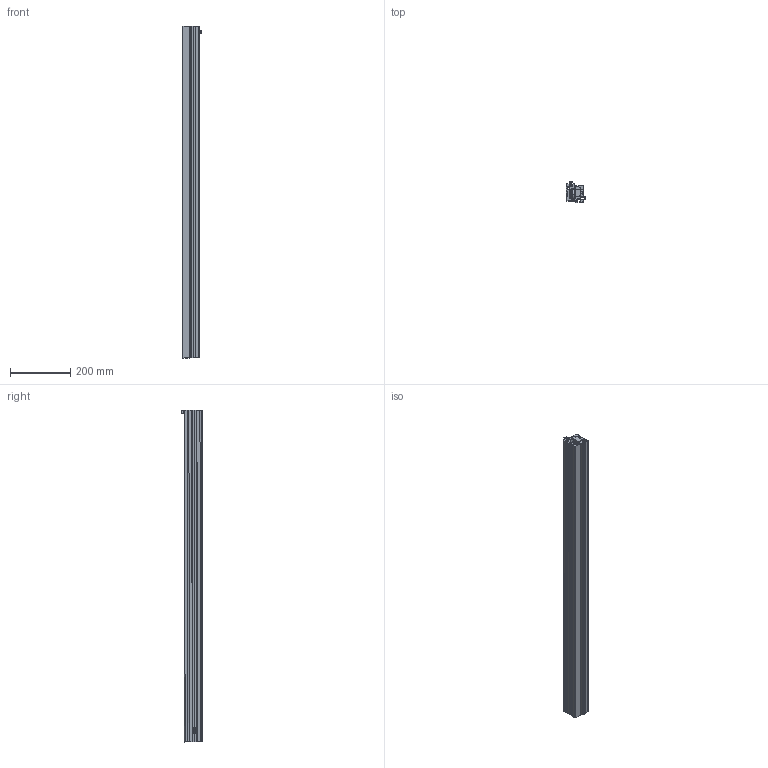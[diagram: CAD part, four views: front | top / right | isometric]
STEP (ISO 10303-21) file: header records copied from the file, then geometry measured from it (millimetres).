
FILE_DESCRIPTION (( 'STEP AP214' ), '1' );
FILE_NAME ('9000.1100-GA.0000.re_closed.STEP', '2023-03-13T16:05:54', ( '' ), ( '' ), 'SwSTEP 2.0', 'SolidWorks 2020', '' );
FILE_SCHEMA (( 'AUTOMOTIVE_DESIGN' ));
Length unit declared in the file: millimetre
Products named in the file (22): Käfig FUL-078_› tk14,700 x 5.32"; DIN7984_M 6 x 20 - D79840005; N61-098_mit Bohrungen; DIN557_M 6 - D05570001; Nabe FUL-078; kugel_›   3,175000    (1.8"); 9000.XXX-03.0000.re_NL 1100; 9000.XXX-01.0000.re_NL 1100; Laufring FUL-078; FUL-078_FUL-078+U41-058+N61-150; N61-181_N61-181 + M6x20 DIN7984; FUL-078a; U41-058; N61-158_P001; AG-025; 9000.1100-GA.0000.re_closed; LR-009_aufgepresst; N61-154_N61-154 mit Schrauben; N61-150; N61-156_N61-156 mit Schrauben
Assembly tree (37 placements, depth 6):
  9000.1100-GA.0000.re_closed
    9000.XXX-01.0000.re_NL 1100
      9000.XXX-01.0000.re_NL 1100
      N61-156_N61-156 mit Schrauben
        N61-098_mit Bohrungen
        FUL-078_FUL-078+U41-058+N61-150
          FUL-078a  x2
            Nabe FUL-078
            kugel_›   3,175000    (1.8")
            Käfig FUL-078_› tk14,700 x 5.32"
            Laufring FUL-078
          LR-009_aufgepresst
          U41-058
          N61-150
        DIN7984_M 6 x 20 - D79840005  x2
      N61-181_N61-181 + M6x20 DIN7984  x2
        AG-025
        N61-158_P001
        DIN7984_M 6 x 20 - D79840005
      DIN557_M 6 - D05570001
    9000.XXX-03.0000.re_NL 1100
      9000.XXX-03.0000.re_NL 1100
      N61-154_N61-154 mit Schrauben
        N61-098_mit Bohrungen
        FUL-078_FUL-078+U41-058+N61-150
          FUL-078a  x2
            Nabe FUL-078
            kugel_›   3,175000    (1.8")
            Käfig FUL-078_› tk14,700 x 5.32"
            Laufring FUL-078
          LR-009_aufgepresst
          U41-058
          N61-150
        DIN7984_M 6 x 20 - D79840005  x2
      DIN557_M 6 - D05570001
Bounding box: 64 x 68.32 x 1098.06 mm (x, y, z)
Volume: 1543110.3 mm3; surface area: 592018.5 mm2
Topology: 66 solids, 66 shells, 1431 faces, 3821 edges, 2444 vertices
Faces by surface type: plane 502, sphere 288, cylinder 287, cone 232, torus 104, bspline 18
Entity records: 20130 total; most frequent: CARTESIAN_POINT 4685, DIRECTION 3075, ORIENTED_EDGE 3022, EDGE_CURVE 1511, AXIS2_PLACEMENT_3D 1185, VERTEX_POINT 967, VECTOR 705, LINE 705
